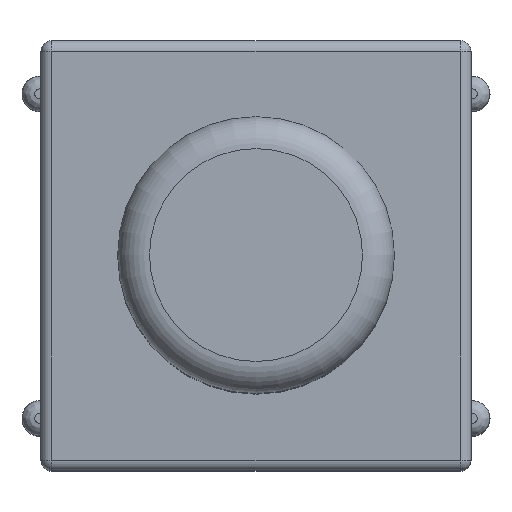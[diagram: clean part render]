
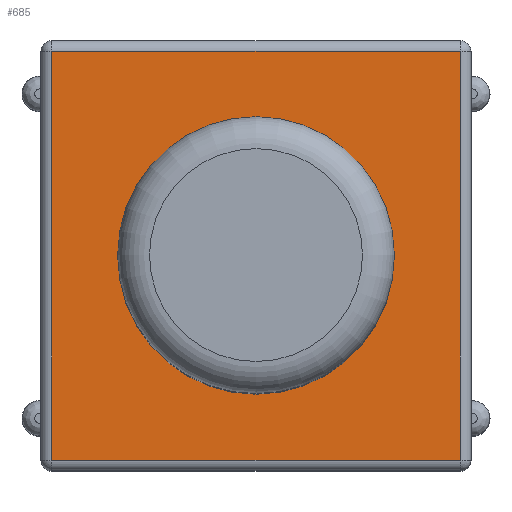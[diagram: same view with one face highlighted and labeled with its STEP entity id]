
A CAD part, top view. The second image highlights one B-rep face of the part: STEP entity #685.
In plain terms, the highlighted planar face has unit normal (0, 0, 1).
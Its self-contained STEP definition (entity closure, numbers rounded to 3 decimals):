
#15=FACE_BOUND('',#214,.T.);
#36=PLANE('',#788);
#61=LINE('',#1320,#102);
#67=LINE('',#1349,#108);
#69=LINE('',#1352,#110);
#71=LINE('',#1355,#112);
#102=VECTOR('',#951,10.);
#108=VECTOR('',#983,10.);
#110=VECTOR('',#987,10.);
#112=VECTOR('',#991,10.);
#172=FACE_OUTER_BOUND('',#213,.T.);
#213=EDGE_LOOP('',(#601,#602,#603,#604));
#214=EDGE_LOOP('',(#605));
#253=CIRCLE('',#756,3.25);
#320=VERTEX_POINT('',#1289);
#322=VERTEX_POINT('',#1295);
#327=VERTEX_POINT('',#1308);
#332=VERTEX_POINT('',#1324);
#337=VERTEX_POINT('',#1337);
#401=EDGE_CURVE('',#320,#320,#253,.T.);
#414=EDGE_CURVE('',#322,#327,#61,.T.);
#428=EDGE_CURVE('',#327,#337,#67,.T.);
#430=EDGE_CURVE('',#337,#332,#69,.T.);
#432=EDGE_CURVE('',#332,#322,#71,.T.);
#601=ORIENTED_EDGE('',*,*,#414,.F.);
#602=ORIENTED_EDGE('',*,*,#432,.F.);
#603=ORIENTED_EDGE('',*,*,#430,.F.);
#604=ORIENTED_EDGE('',*,*,#428,.F.);
#605=ORIENTED_EDGE('',*,*,#401,.T.);
#685=ADVANCED_FACE('',(#172,#15),#36,.T.);
#756=AXIS2_PLACEMENT_3D('',#1291,#917,#918);
#788=AXIS2_PLACEMENT_3D('',#1363,#1001,#1002);
#917=DIRECTION('center_axis',(0.,0.,-1.));
#918=DIRECTION('ref_axis',(1.,0.,0.));
#951=DIRECTION('',(0.,-1.,0.));
#983=DIRECTION('',(-1.,0.,0.));
#987=DIRECTION('',(0.,1.,0.));
#991=DIRECTION('',(1.,0.,0.));
#1001=DIRECTION('center_axis',(0.,0.,1.));
#1002=DIRECTION('ref_axis',(1.,0.,0.));
#1289=CARTESIAN_POINT('',(1.8,5.05,5.1));
#1291=CARTESIAN_POINT('Origin',(5.05,5.05,5.1));
#1295=CARTESIAN_POINT('',(9.85,9.85,5.1));
#1308=CARTESIAN_POINT('',(9.85,0.25,5.1));
#1320=CARTESIAN_POINT('',(9.85,2.525,5.1));
#1324=CARTESIAN_POINT('',(0.25,9.85,5.1));
#1337=CARTESIAN_POINT('',(0.25,0.25,5.1));
#1349=CARTESIAN_POINT('',(2.525,0.25,5.1));
#1352=CARTESIAN_POINT('',(0.25,7.575,5.1));
#1355=CARTESIAN_POINT('',(7.575,9.85,5.1));
#1363=CARTESIAN_POINT('Origin',(5.05,5.05,5.1));
